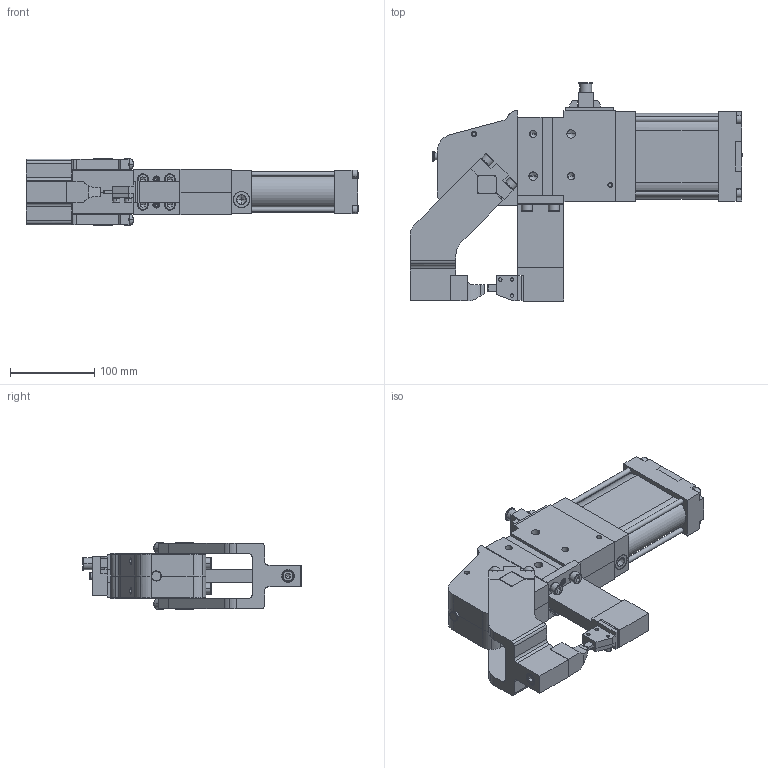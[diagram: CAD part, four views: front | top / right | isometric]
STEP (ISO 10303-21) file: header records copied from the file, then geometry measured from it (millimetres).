
FILE_DESCRIPTION(('CATIA V5 STEP Exchange'),'2;1');
FILE_NAME('282073_PRAEGESPANNER_V_63.1_PTH_1-4_T12_105.stp','2012-08-29T12:00:02+00:00',('none'),('none'),'CATIA Version 5 Release 19 SP 3 (IN-10)','CATIA V5 STEP AP203','none');
FILE_SCHEMA(('CONFIG_CONTROL_DESIGN'));
Products named in the file (8): 282073_Prägespanner_V_63; 282072 Variospanner V 63.1 A00 T12 135°; 234932 Gehäuse V63; 219839 Lasche kpl; 206404 Stützrolle kpl. FKSI 63; 225931 Nadelhülse HK3012V.RS.H5; 216950 Stützplatte kpl. KU 50; 241635 Abfrageset kpl
Assembly tree (153 placements, depth 4):
  282073_Prägespanner_V_63
    282072 Variospanner V 63.1 A00 T12 135°
      234932 Gehäuse V63
        #74
        #9575
        #18465  x3
        #18674  x3
        #19319  x2
      #19552
      #20589
      #24604
      #26907
      #30486
      219839 Lasche kpl
        #33089
        #33581  x2
      #34022
      #34490
      #35228
      206404 Stützrolle kpl. FKSI 63  x2
        #37836
        #38377
      #39126
      #40483
      #42023
      225931 Nadelhülse HK3012V.RS.H5  x2
        #43392
        #44309
        #45247
        #46404
        #49497
      #49700
      #51602
      216950 Stützplatte kpl. KU 50  x2
        #55198
        #55666
        #56281
      #56488
      #56883
      #57373
      #57938
      #59999  x2
      #60314
      #60452  x2
      #60558  x4
      #61218  x4
      #61442
      #61972  x2
      #62151  x2
      #62351
      #62902
      #63381
      241635 Abfrageset kpl
        #64239
        #68028
        #68475
        #69073  x2
        #69555
        #69858
        #70467
Bounding box: 393.55 x 258.5 x 79 mm (x, y, z)
Volume: 1654829 mm3; surface area: 524878.4 mm2
Topology: 202 solids, 202 shells, 3762 faces, 9384 edges, 5916 vertices
Faces by surface type: plane 1387, cylinder 822, bspline 800, torus 454, cone 287, sphere 12
Entity records: 83936 total; most frequent: CARTESIAN_POINT 30412, ORIENTED_EDGE 12710, DIRECTION 7972, EDGE_CURVE 6355, VERTEX_POINT 4158, AXIS2_PLACEMENT_3D 3487, EDGE_LOOP 2747, VECTOR 2511
